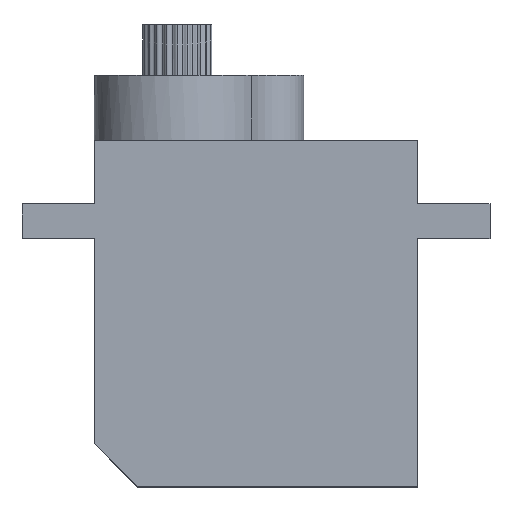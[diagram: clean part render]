
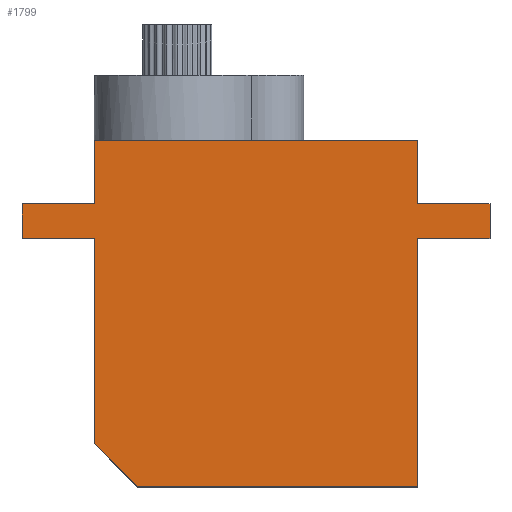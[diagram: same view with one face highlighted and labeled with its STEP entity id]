
A CAD part, top view. The second image highlights one B-rep face of the part: STEP entity #1799.
In plain terms, the highlighted planar face has unit normal (0, 0, 1).
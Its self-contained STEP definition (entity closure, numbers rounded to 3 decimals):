
#144=PLANE('',#1907);
#238=FACE_OUTER_BOUND('',#342,.T.);
#342=EDGE_LOOP('',(#1632,#1633,#1634,#1635,#1636,#1637,#1638,#1639,#1640,
#1641,#1642,#1643,#1644));
#422=LINE('',#5025,#558);
#425=LINE('',#5034,#561);
#439=LINE('',#5066,#575);
#443=LINE('',#5073,#579);
#444=LINE('',#5076,#580);
#449=LINE('',#5085,#585);
#463=LINE('',#5118,#599);
#465=LINE('',#5123,#601);
#469=LINE('',#5130,#605);
#470=LINE('',#5133,#606);
#475=LINE('',#5141,#611);
#477=LINE('',#5145,#613);
#479=LINE('',#5156,#615);
#558=VECTOR('',#2082,10.);
#561=VECTOR('',#2091,10.);
#575=VECTOR('',#2119,10.);
#579=VECTOR('',#2125,10.);
#580=VECTOR('',#2128,10.);
#585=VECTOR('',#2135,10.);
#599=VECTOR('',#2163,10.);
#601=VECTOR('',#2167,10.);
#605=VECTOR('',#2173,10.);
#606=VECTOR('',#2176,10.);
#611=VECTOR('',#2183,10.);
#613=VECTOR('',#2189,10.);
#615=VECTOR('',#2203,10.);
#828=VERTEX_POINT('',#5022);
#829=VERTEX_POINT('',#5024);
#830=VERTEX_POINT('',#5030);
#832=VERTEX_POINT('',#5033);
#842=VERTEX_POINT('',#5063);
#845=VERTEX_POINT('',#5070);
#846=VERTEX_POINT('',#5075);
#849=VERTEX_POINT('',#5083);
#860=VERTEX_POINT('',#5114);
#861=VERTEX_POINT('',#5116);
#863=VERTEX_POINT('',#5122);
#865=VERTEX_POINT('',#5128);
#866=VERTEX_POINT('',#5132);
#1066=EDGE_CURVE('',#828,#829,#422,.T.);
#1069=EDGE_CURVE('',#830,#832,#425,.T.);
#1085=EDGE_CURVE('',#842,#830,#439,.T.);
#1089=EDGE_CURVE('',#832,#845,#443,.T.);
#1090=EDGE_CURVE('',#845,#846,#444,.T.);
#1095=EDGE_CURVE('',#849,#842,#449,.T.);
#1111=EDGE_CURVE('',#860,#861,#463,.T.);
#1113=EDGE_CURVE('',#863,#860,#465,.T.);
#1117=EDGE_CURVE('',#865,#861,#469,.T.);
#1118=EDGE_CURVE('',#866,#863,#470,.T.);
#1123=EDGE_CURVE('',#865,#829,#475,.T.);
#1125=EDGE_CURVE('',#846,#828,#477,.T.);
#1131=EDGE_CURVE('',#849,#866,#479,.T.);
#1632=ORIENTED_EDGE('',*,*,#1066,.F.);
#1633=ORIENTED_EDGE('',*,*,#1125,.F.);
#1634=ORIENTED_EDGE('',*,*,#1090,.F.);
#1635=ORIENTED_EDGE('',*,*,#1089,.F.);
#1636=ORIENTED_EDGE('',*,*,#1069,.F.);
#1637=ORIENTED_EDGE('',*,*,#1085,.F.);
#1638=ORIENTED_EDGE('',*,*,#1095,.F.);
#1639=ORIENTED_EDGE('',*,*,#1131,.T.);
#1640=ORIENTED_EDGE('',*,*,#1118,.T.);
#1641=ORIENTED_EDGE('',*,*,#1113,.T.);
#1642=ORIENTED_EDGE('',*,*,#1111,.T.);
#1643=ORIENTED_EDGE('',*,*,#1117,.F.);
#1644=ORIENTED_EDGE('',*,*,#1123,.T.);
#1799=ADVANCED_FACE('',(#238),#144,.T.);
#1907=AXIS2_PLACEMENT_3D('',#5157,#2204,#2205);
#2082=DIRECTION('',(-0.707,0.707,0.));
#2091=DIRECTION('',(0.,-1.,0.));
#2119=DIRECTION('',(1.,0.,0.));
#2125=DIRECTION('',(-1.,0.,0.));
#2128=DIRECTION('',(0.,-1.,0.));
#2135=DIRECTION('',(0.,-1.,0.));
#2163=DIRECTION('',(0.,-1.,0.));
#2167=DIRECTION('',(-1.,0.,0.));
#2173=DIRECTION('',(-1.,0.,0.));
#2176=DIRECTION('',(0.,-1.,0.));
#2183=DIRECTION('',(0.,-1.,0.));
#2189=DIRECTION('',(-1.,0.,0.));
#2203=DIRECTION('',(-1.,0.,0.));
#2204=DIRECTION('center_axis',(0.,0.,1.));
#2205=DIRECTION('ref_axis',(-1.,0.,0.));
#5022=CARTESIAN_POINT('',(-2.75,-32.,6.2));
#5024=CARTESIAN_POINT('',(-5.75,-29.,6.2));
#5025=CARTESIAN_POINT('',(-4.65,-30.1,6.2));
#5030=CARTESIAN_POINT('',(21.65,-12.4,6.2));
#5033=CARTESIAN_POINT('',(21.65,-14.8,6.2));
#5034=CARTESIAN_POINT('',(21.65,-12.4,6.2));
#5063=CARTESIAN_POINT('',(16.65,-12.4,6.2));
#5066=CARTESIAN_POINT('',(16.65,-12.4,6.2));
#5070=CARTESIAN_POINT('',(16.65,-14.8,6.2));
#5073=CARTESIAN_POINT('',(16.65,-14.8,6.2));
#5075=CARTESIAN_POINT('',(16.65,-32.,6.2));
#5076=CARTESIAN_POINT('',(16.65,-8.,6.2));
#5083=CARTESIAN_POINT('',(16.65,-8.,6.2));
#5085=CARTESIAN_POINT('',(16.65,-8.,6.2));
#5114=CARTESIAN_POINT('',(-10.75,-12.4,6.2));
#5116=CARTESIAN_POINT('',(-10.75,-14.8,6.2));
#5118=CARTESIAN_POINT('',(-10.75,-12.4,6.2));
#5122=CARTESIAN_POINT('',(-5.75,-12.4,6.2));
#5123=CARTESIAN_POINT('',(-5.75,-12.4,6.2));
#5128=CARTESIAN_POINT('',(-5.75,-14.8,6.2));
#5130=CARTESIAN_POINT('',(-5.75,-14.8,6.2));
#5132=CARTESIAN_POINT('',(-5.75,-8.,6.2));
#5133=CARTESIAN_POINT('',(-5.75,-8.,6.2));
#5141=CARTESIAN_POINT('',(-5.75,-8.,6.2));
#5145=CARTESIAN_POINT('',(16.65,-32.,6.2));
#5156=CARTESIAN_POINT('',(16.65,-8.,6.2));
#5157=CARTESIAN_POINT('Origin',(16.65,-8.,6.2));
